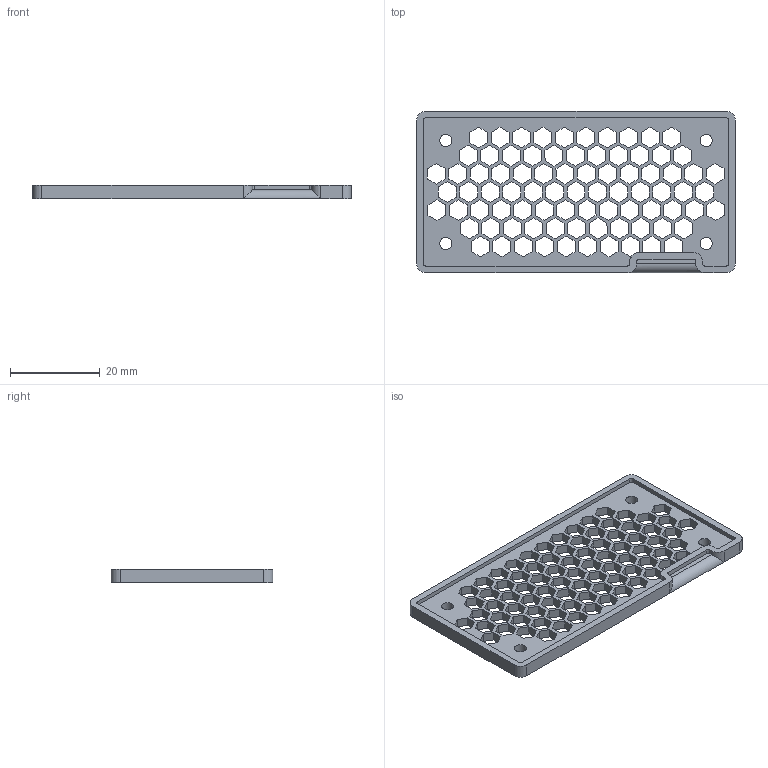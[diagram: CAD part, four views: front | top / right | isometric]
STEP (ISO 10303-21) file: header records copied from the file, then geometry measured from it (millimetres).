
FILE_DESCRIPTION(/* description */ (''),/* implementation_level */ '2;1');
FILE_NAME(/* name */ 'dragon_beard_boot_d2_v2.step',/* time_stamp */ '2023-01-28T13:14:29-08:00',/* author */ (''),/* organization */ (''),/* preprocessor_version */ 'ST-DEVELOPER v19.2',/* originating_system */ 'Autodesk Translation Framework v11.17.0.187',/* authorisation */ '');
FILE_SCHEMA (('AUTOMOTIVE_DESIGN { 1 0 10303 214 3 1 1 }'));
Length unit declared in the file: millimetre
Products named in the file (1): dragon_beard_boot_d2
Bounding box: 71 x 36 x 3 mm (x, y, z)
Volume: 3067.5 mm3; surface area: 5960.5 mm2
Topology: 1 solids, 1 shells, 540 faces, 1616 edges, 1076 vertices
Faces by surface type: plane 519, cylinder 21
Full cylindrical faces by diameter (mm): 2.7 x4
Entity records: 18218 total; most frequent: CARTESIAN_POINT 3233, ORIENTED_EDGE 3232, DIRECTION 2740, EDGE_CURVE 1616, LINE 1574, VECTOR 1574, VERTEX_POINT 1076, EDGE_LOOP 712
